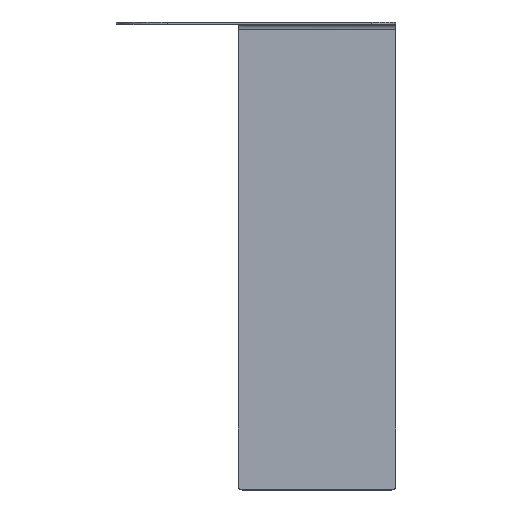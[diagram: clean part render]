
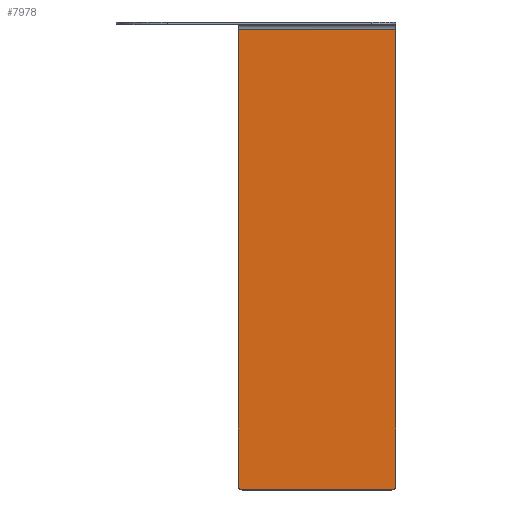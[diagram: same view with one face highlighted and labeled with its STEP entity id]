
A CAD part, top view. The second image highlights one B-rep face of the part: STEP entity #7978.
In plain terms, the highlighted planar face has unit normal (0, 0, 1).
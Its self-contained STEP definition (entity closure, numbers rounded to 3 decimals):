
#1797=DIRECTION('',(-1.,0.,0.));
#1798=VECTOR('',#1797,80.);
#1799=CARTESIAN_POINT('',(116.,-3.8,1.2));
#1800=LINE('',#1799,#1798);
#1848=CARTESIAN_POINT('',(38.,-236.,1.2));
#1849=DIRECTION('',(0.,0.,1.));
#1850=DIRECTION('',(-1.,0.,0.));
#1851=AXIS2_PLACEMENT_3D('',#1848,#1849,#1850);
#1853=DIRECTION('',(0.,1.,0.));
#1854=VECTOR('',#1853,232.2);
#1855=CARTESIAN_POINT('',(36.,-236.,1.2));
#1856=LINE('',#1855,#1854);
#1857=DIRECTION('',(0.,-1.,0.));
#1858=VECTOR('',#1857,232.2);
#1859=CARTESIAN_POINT('',(116.,-3.8,1.2));
#1860=LINE('',#1859,#1858);
#1861=CARTESIAN_POINT('',(114.,-236.,1.2));
#1862=DIRECTION('',(0.,0.,1.));
#1863=DIRECTION('',(0.,-1.,0.));
#1864=AXIS2_PLACEMENT_3D('',#1861,#1862,#1863);
#1866=DIRECTION('',(-1.,0.,0.));
#1867=VECTOR('',#1866,76.);
#1868=CARTESIAN_POINT('',(114.,-238.,1.2));
#1869=LINE('',#1868,#1867);
#5052=CARTESIAN_POINT('',(116.,-3.8,1.2));
#5053=CARTESIAN_POINT('',(36.,-3.8,1.2));
#5054=VERTEX_POINT('',#5052);
#5055=VERTEX_POINT('',#5053);
#5090=CARTESIAN_POINT('',(36.,-236.,1.2));
#5091=VERTEX_POINT('',#5090);
#5092=CARTESIAN_POINT('',(38.,-238.,1.2));
#5093=VERTEX_POINT('',#5092);
#5098=CARTESIAN_POINT('',(114.,-238.,1.2));
#5099=VERTEX_POINT('',#5098);
#5100=CARTESIAN_POINT('',(116.,-236.,1.2));
#5101=VERTEX_POINT('',#5100);
#7963=CARTESIAN_POINT('',(94.616,0.,1.2));
#7964=DIRECTION('',(0.,0.,1.));
#7965=DIRECTION('',(-1.,0.,0.));
#7966=AXIS2_PLACEMENT_3D('',#7963,#7964,#7965);
#7967=PLANE('',#7966);
#7968=ORIENTED_EDGE('',*,*,#7925,.F.);
#7969=ORIENTED_EDGE('',*,*,#7912,.T.);
#7970=ORIENTED_EDGE('',*,*,#7869,.F.);
#7972=ORIENTED_EDGE('',*,*,#7971,.T.);
#7974=ORIENTED_EDGE('',*,*,#7973,.F.);
#7975=ORIENTED_EDGE('',*,*,#7955,.T.);
#7976=EDGE_LOOP('',(#7968,#7969,#7970,#7972,#7974,#7975));
#7977=FACE_OUTER_BOUND('',#7976,.F.);
#7978=ADVANCED_FACE('',(#7977),#7967,.T.);
#1852=CIRCLE('',#1851,2.);
#1865=CIRCLE('',#1864,2.);
#7869=EDGE_CURVE('',#5054,#5055,#1800,.T.);
#7912=EDGE_CURVE('',#5091,#5055,#1856,.T.);
#7925=EDGE_CURVE('',#5091,#5093,#1852,.T.);
#7955=EDGE_CURVE('',#5099,#5093,#1869,.T.);
#7971=EDGE_CURVE('',#5054,#5101,#1860,.T.);
#7973=EDGE_CURVE('',#5099,#5101,#1865,.T.);
